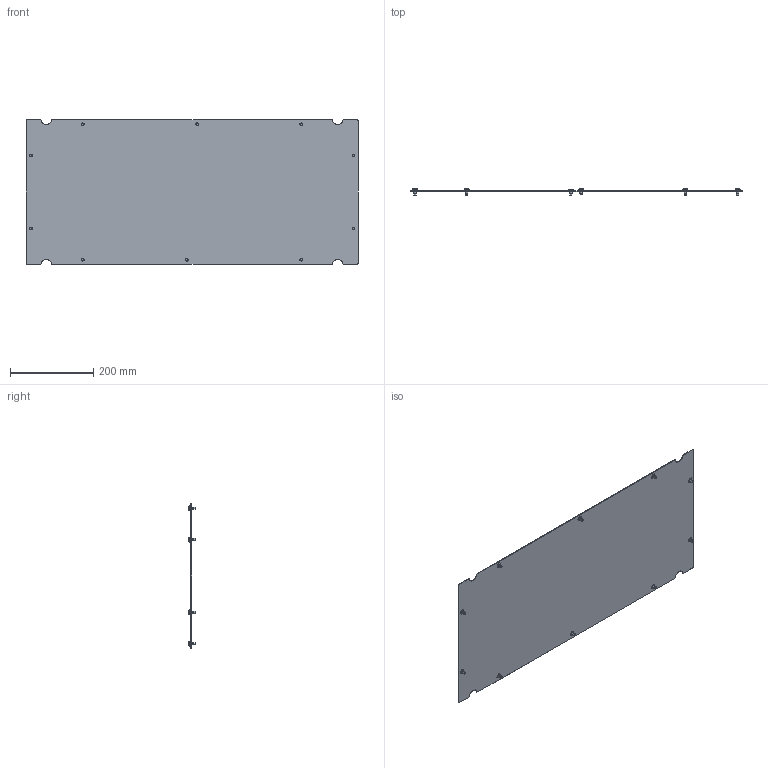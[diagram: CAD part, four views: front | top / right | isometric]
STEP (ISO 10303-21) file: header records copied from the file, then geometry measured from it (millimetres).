
FILE_DESCRIPTION(('STEP AP214'),'1');
FILE_NAME('cctmp_CD5F3C8E-7B52-4D08-A023-0FCFFC4A12A0_2024_05_06_11_29_24_0810..stp','2024-05-06T09:29:25',('SIEMENS A&D'),('CADClick - www.CADClick.com'),'Spatial InterOp 3D',' ','unknown authorization');
FILE_SCHEMA(('AUTOMOTIVE_DESIGN'));
Length unit declared in the file: millimetre
Products named in the file (14): cc_unnamed; 2024_05_06_11_29_24_0795; 2024_05_06_11_29_24_0763; 2024_05_06_11_29_24_0732; 2024_05_06_11_29_24_0701; 2024_05_06_11_29_24_0670; 2024_05_06_11_29_24_0638; 2024_05_06_11_29_24_0607; 2024_05_06_11_29_24_0576; 2024_05_06_11_29_24_0545; 2024_05_06_11_29_24_0513; 2024_05_06_11_29_24_0482; 2024_05_06_11_29_24_0451; 2024_05_06_11_29_24_0419
Assembly tree (13 placements, depth 2):
  cc_unnamed
    2024_05_06_11_29_24_0795
    2024_05_06_11_29_24_0763
    2024_05_06_11_29_24_0732
    2024_05_06_11_29_24_0701
    2024_05_06_11_29_24_0670
    2024_05_06_11_29_24_0638
    2024_05_06_11_29_24_0607
    2024_05_06_11_29_24_0576
    2024_05_06_11_29_24_0545
    2024_05_06_11_29_24_0513
    2024_05_06_11_29_24_0482
    2024_05_06_11_29_24_0451
    2024_05_06_11_29_24_0419
Bounding box: 797.5 x 14.75 x 348 mm (x, y, z)
Volume: 423795.3 mm3; surface area: 562966.9 mm2
Topology: 13 solids, 13 shells, 170 faces, 348 edges, 216 vertices
Faces by surface type: cylinder 76, cone 48, plane 46
Entity records: 6307 total; most frequent: DIRECTION 916, CARTESIAN_POINT 748, ORIENTED_EDGE 696, AXIS2_PLACEMENT_3D 384, EDGE_CURVE 348, VERTEX_POINT 216, EDGE_LOOP 202, CIRCLE 200
